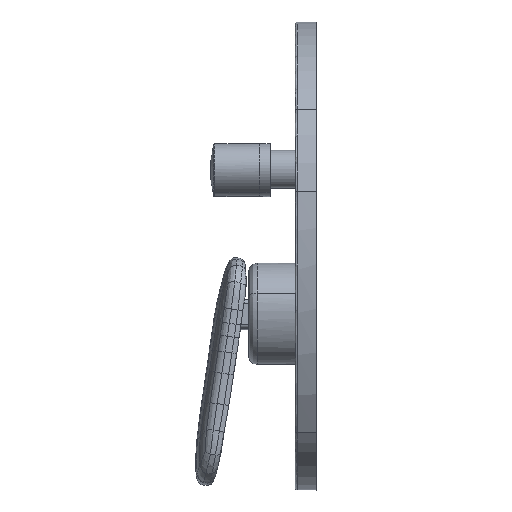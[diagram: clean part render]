
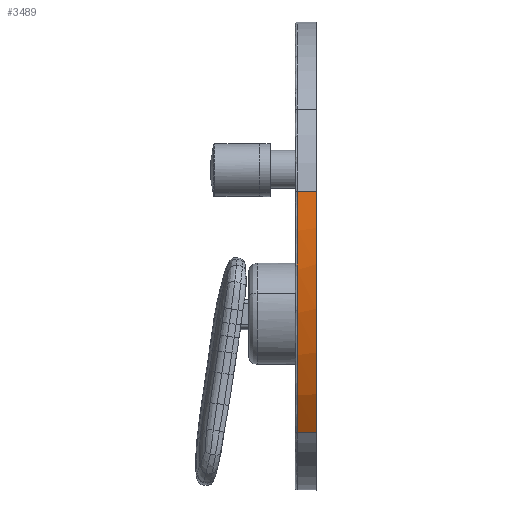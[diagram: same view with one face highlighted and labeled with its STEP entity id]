
A CAD part, front view. The second image highlights one B-rep face of the part: STEP entity #3489.
In plain terms, the highlighted free-form (B-spline) face has degree [3, 1] with [11, 2] control points.
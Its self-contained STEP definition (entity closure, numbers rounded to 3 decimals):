
#93=(
BOUNDED_CURVE()
B_SPLINE_CURVE(3,(#8325,#8326,#8327,#8328,#8329,#8330,#8331,#8332,#8333,
#8334,#8335,#8336,#8337,#8338,#8339,#8340,#8341,#8342,#8343,#8344,#8345),
 .UNSPECIFIED.,.F.,.F.)
B_SPLINE_CURVE_WITH_KNOTS((4,1,1,1,1,1,1,1,1,1,1,1,1,1,1,1,1,1,4),(0.,
0.,0.053,0.115,0.18,0.242,0.298,
0.35,0.401,0.452,0.504,0.555,
0.607,0.659,0.715,0.776,0.843,
0.918,1.),.UNSPECIFIED.)
CURVE()
GEOMETRIC_REPRESENTATION_ITEM()
RATIONAL_B_SPLINE_CURVE((1.172,1.172,1.172,
1.172,1.172,1.172,1.172,1.172,
1.172,1.172,1.172,1.172,1.172,
1.172,1.172,1.172,1.172,1.172,
1.172,1.172,1.172))
REPRESENTATION_ITEM('')
);
#101=B_SPLINE_SURFACE_WITH_KNOTS('',3,1,((#8581,#8582),(#8583,#8584),(#8585,
#8586),(#8587,#8588),(#8589,#8590),(#8591,#8592),(#8593,#8594),(#8595,#8596),
(#8597,#8598),(#8599,#8600),(#8601,#8602)),.UNSPECIFIED.,.F.,.F.,.F.,(4,
1,1,1,1,1,1,1,4),(2,2),(0.,0.01,0.167,0.319,
0.465,0.605,0.739,0.868,1.),(0.,
1.102),.UNSPECIFIED.);
#309=B_SPLINE_CURVE_WITH_KNOTS('',3,(#6503,#6504,#6505,#6506,#6507,#6508,
#6509,#6510,#6511,#6512),.UNSPECIFIED.,.F.,.F.,(4,1,1,1,1,1,1,4),(0.,0.125,
0.256,0.393,0.536,0.685,0.839,
1.),.UNSPECIFIED.);
#329=B_SPLINE_CURVE_WITH_KNOTS('',3,(#8603,#8604,#8605,#8606),
 .UNSPECIFIED.,.F.,.F.,(4,4),(0.,1.),.UNSPECIFIED.);
#764=FACE_OUTER_BOUND('',#1031,.T.);
#1031=EDGE_LOOP('',(#2508,#2509,#2510,#2511));
#1279=LINE('',#8580,#1354);
#1354=VECTOR('',#4044,9.);
#1511=VERTEX_POINT('',#6493);
#1513=VERTEX_POINT('',#6502);
#1530=VERTEX_POINT('',#8208);
#1531=VERTEX_POINT('',#8324);
#1834=EDGE_CURVE('',#1513,#1511,#309,.T.);
#1858=EDGE_CURVE('',#1530,#1531,#93,.T.);
#1866=EDGE_CURVE('',#1513,#1530,#1279,.T.);
#1867=EDGE_CURVE('',#1511,#1531,#329,.T.);
#2508=ORIENTED_EDGE('',*,*,#1858,.F.);
#2509=ORIENTED_EDGE('',*,*,#1866,.F.);
#2510=ORIENTED_EDGE('',*,*,#1834,.T.);
#2511=ORIENTED_EDGE('',*,*,#1867,.T.);
#3489=ADVANCED_FACE('',(#764),#101,.F.);
#4044=DIRECTION('',(0.,-1.,0.));
#6493=CARTESIAN_POINT('',(87.975,0.,87.41));
#6502=CARTESIAN_POINT('',(60.444,0.,-26.63));
#6503=CARTESIAN_POINT('Ctrl Pts',(60.444,0.,-26.63));
#6504=CARTESIAN_POINT('Ctrl Pts',(63.374,0.,-22.593));
#6505=CARTESIAN_POINT('Ctrl Pts',(68.839,0.,-13.929));
#6506=CARTESIAN_POINT('Ctrl Pts',(75.576,0.,0.261));
#6507=CARTESIAN_POINT('Ctrl Pts',(80.964,0.,15.757));
#6508=CARTESIAN_POINT('Ctrl Pts',(85.215,0.,32.33));
#6509=CARTESIAN_POINT('Ctrl Pts',(87.974,0.,49.939));
#6510=CARTESIAN_POINT('Ctrl Pts',(89.063,0.,68.439));
#6511=CARTESIAN_POINT('Ctrl Pts',(88.55,0.,81.029));
#6512=CARTESIAN_POINT('Ctrl Pts',(87.975,0.,87.41));
#8208=CARTESIAN_POINT('',(60.444,-9.,-26.63));
#8324=CARTESIAN_POINT('',(87.973,-9.,87.432));
#8325=CARTESIAN_POINT('Ctrl Pts',(60.444,-9.,-26.63));
#8326=CARTESIAN_POINT('Ctrl Pts',(60.444,-9.,-26.63));
#8327=CARTESIAN_POINT('Ctrl Pts',(61.693,-9.,-24.909));
#8328=CARTESIAN_POINT('Ctrl Pts',(64.285,-9.,-21.12));
#8329=CARTESIAN_POINT('Ctrl Pts',(67.999,-9.,-14.966));
#8330=CARTESIAN_POINT('Ctrl Pts',(71.51,-9.,-8.273));
#8331=CARTESIAN_POINT('Ctrl Pts',(74.543,-9.,-1.607));
#8332=CARTESIAN_POINT('Ctrl Pts',(77.05,-9.,4.703));
#8333=CARTESIAN_POINT('Ctrl Pts',(79.144,-9.,10.664));
#8334=CARTESIAN_POINT('Ctrl Pts',(80.983,-9.,16.527));
#8335=CARTESIAN_POINT('Ctrl Pts',(82.643,-9.,22.442));
#8336=CARTESIAN_POINT('Ctrl Pts',(84.118,-9.,28.434));
#8337=CARTESIAN_POINT('Ctrl Pts',(85.393,-9.,34.47));
#8338=CARTESIAN_POINT('Ctrl Pts',(86.47,-9.,40.58));
#8339=CARTESIAN_POINT('Ctrl Pts',(87.365,-9.,46.889));
#8340=CARTESIAN_POINT('Ctrl Pts',(88.08,-9.,53.599));
#8341=CARTESIAN_POINT('Ctrl Pts',(88.587,-9.,60.922));
#8342=CARTESIAN_POINT('Ctrl Pts',(88.817,-9.,69.013));
#8343=CARTESIAN_POINT('Ctrl Pts',(88.671,-9.,77.947));
#8344=CARTESIAN_POINT('Ctrl Pts',(88.267,-9.,84.178));
#8345=CARTESIAN_POINT('Ctrl Pts',(87.973,-9.,87.432));
#8580=CARTESIAN_POINT('',(60.444,0.,-26.63));
#8581=CARTESIAN_POINT('Ctrl Pts',(87.862,0.09,88.624));
#8582=CARTESIAN_POINT('Ctrl Pts',(87.862,-10.926,88.624));
#8583=CARTESIAN_POINT('Ctrl Pts',(87.901,0.09,88.219));
#8584=CARTESIAN_POINT('Ctrl Pts',(87.901,-10.926,88.219));
#8585=CARTESIAN_POINT('Ctrl Pts',(88.533,0.09,81.436));
#8586=CARTESIAN_POINT('Ctrl Pts',(88.533,-10.926,81.436));
#8587=CARTESIAN_POINT('Ctrl Pts',(89.063,0.09,68.439));
#8588=CARTESIAN_POINT('Ctrl Pts',(89.063,-10.926,68.439));
#8589=CARTESIAN_POINT('Ctrl Pts',(87.974,0.09,49.939));
#8590=CARTESIAN_POINT('Ctrl Pts',(87.974,-10.926,49.939));
#8591=CARTESIAN_POINT('Ctrl Pts',(85.215,0.09,32.33));
#8592=CARTESIAN_POINT('Ctrl Pts',(85.215,-10.926,32.33));
#8593=CARTESIAN_POINT('Ctrl Pts',(80.964,0.09,15.757));
#8594=CARTESIAN_POINT('Ctrl Pts',(80.964,-10.926,15.757));
#8595=CARTESIAN_POINT('Ctrl Pts',(75.576,0.09,0.261));
#8596=CARTESIAN_POINT('Ctrl Pts',(75.576,-10.926,0.261));
#8597=CARTESIAN_POINT('Ctrl Pts',(68.667,0.09,-14.29));
#8598=CARTESIAN_POINT('Ctrl Pts',(68.667,-10.926,-14.29));
#8599=CARTESIAN_POINT('Ctrl Pts',(62.945,0.09,-23.269));
#8600=CARTESIAN_POINT('Ctrl Pts',(62.945,-10.926,-23.269));
#8601=CARTESIAN_POINT('Ctrl Pts',(59.736,0.09,-27.595));
#8602=CARTESIAN_POINT('Ctrl Pts',(59.736,-10.926,-27.595));
#8603=CARTESIAN_POINT('Ctrl Pts',(87.975,0.,87.41));
#8604=CARTESIAN_POINT('Ctrl Pts',(87.975,-3.,87.41));
#8605=CARTESIAN_POINT('Ctrl Pts',(87.973,-6.,87.432));
#8606=CARTESIAN_POINT('Ctrl Pts',(87.973,-9.,87.432));
